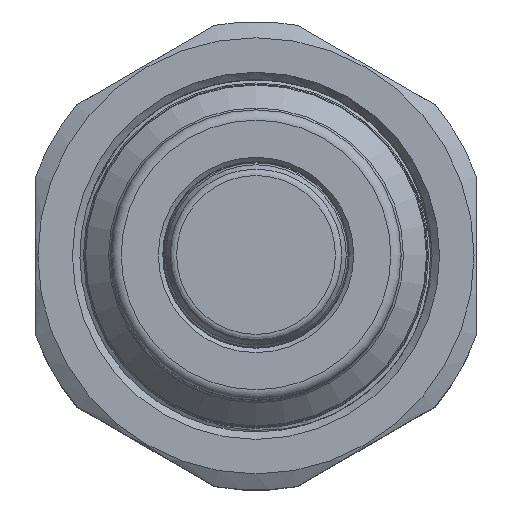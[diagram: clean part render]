
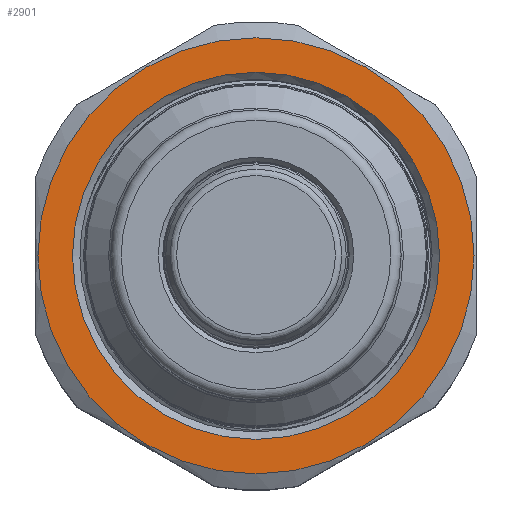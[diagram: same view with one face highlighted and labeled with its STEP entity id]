
A CAD part, top view. The second image highlights one B-rep face of the part: STEP entity #2901.
In plain terms, the highlighted planar face has unit normal (0, 0, 1).
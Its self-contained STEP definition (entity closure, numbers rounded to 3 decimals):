
#35=FACE_BOUND('',#455,.T.);
#61=PLANE('',#3244);
#274=FACE_OUTER_BOUND('',#454,.T.);
#454=EDGE_LOOP('',(#2487));
#455=EDGE_LOOP('',(#2488));
#620=CIRCLE('',#3221,14.85);
#628=CIRCLE('',#3245,12.5);
#1309=VERTEX_POINT('',#7482);
#1317=VERTEX_POINT('',#7523);
#1729=EDGE_CURVE('',#1309,#1309,#620,.T.);
#1741=EDGE_CURVE('',#1317,#1317,#628,.T.);
#2487=ORIENTED_EDGE('',*,*,#1729,.F.);
#2488=ORIENTED_EDGE('',*,*,#1741,.T.);
#2901=ADVANCED_FACE('',(#274,#35),#61,.T.);
#3221=AXIS2_PLACEMENT_3D('',#7484,#3949,#3950);
#3244=AXIS2_PLACEMENT_3D('',#7522,#3997,#3998);
#3245=AXIS2_PLACEMENT_3D('',#7524,#3999,#4000);
#3949=DIRECTION('center_axis',(0.,0.,-1.));
#3950=DIRECTION('ref_axis',(-1.,0.,0.));
#3997=DIRECTION('center_axis',(0.,0.,1.));
#3998=DIRECTION('ref_axis',(1.,0.,0.));
#3999=DIRECTION('center_axis',(0.,0.,-1.));
#4000=DIRECTION('ref_axis',(-1.,0.,0.));
#7482=CARTESIAN_POINT('',(14.85,0.,9.));
#7484=CARTESIAN_POINT('Origin',(0.,0.,9.));
#7522=CARTESIAN_POINT('Origin',(0.,0.,9.));
#7523=CARTESIAN_POINT('',(-12.5,0.,9.));
#7524=CARTESIAN_POINT('Origin',(0.,0.,9.));
